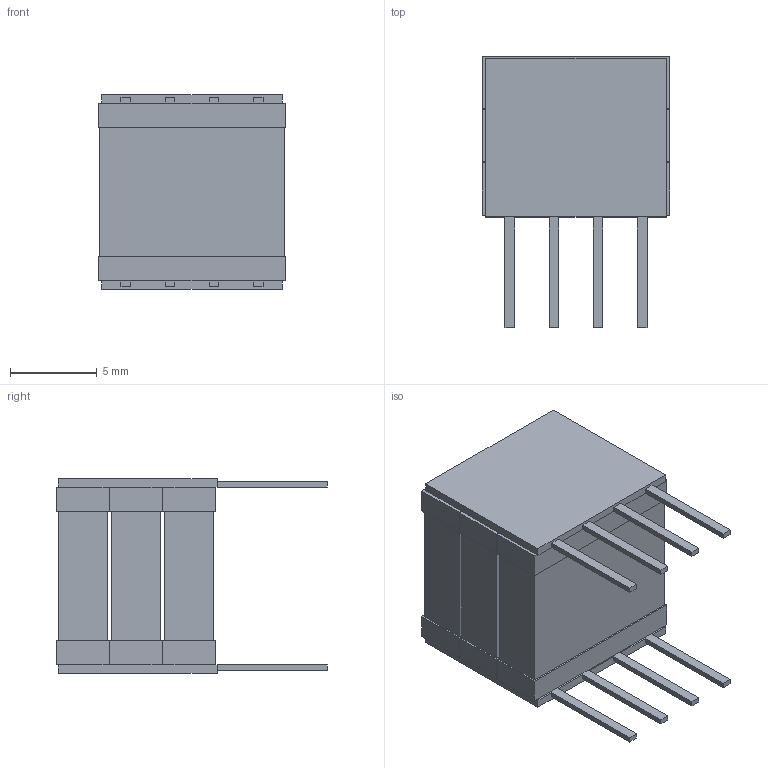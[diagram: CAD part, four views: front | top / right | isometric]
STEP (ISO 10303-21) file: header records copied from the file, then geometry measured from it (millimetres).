
FILE_DESCRIPTION (( 'STEP AP214' ), '1' );
FILE_NAME ('CCSSM_U4N_4_D10.8L6.35T1.397S2.54F0.305A9.144C10.795E11.18.STEP', '2019-11-08T20:57:31', ( '' ), ( '' ), 'SwSTEP 2.0', 'SolidWorks 2014', '' );
FILE_SCHEMA (( 'AUTOMOTIVE_DESIGN' ));
Length unit declared in the file: millimetre
Products named in the file (1): CCSSM_U4N_4_D10.8L6.35T1.397S2.54F0.305A9.144C10.795E11.18
Bounding box: 10.8 x 15.59 x 11.18 mm (x, y, z)
Volume: 1045.3 mm3; surface area: 1182.6 mm2
Topology: 4 solids, 4 shells, 157 faces, 421 edges, 274 vertices
Faces by surface type: plane 157
Entity records: 5944 total; most frequent: CARTESIAN_POINT 853, ORIENTED_EDGE 842, DIRECTION 737, LINE 421, EDGE_CURVE 421, VECTOR 421, VERTEX_POINT 274, EDGE_LOOP 163
